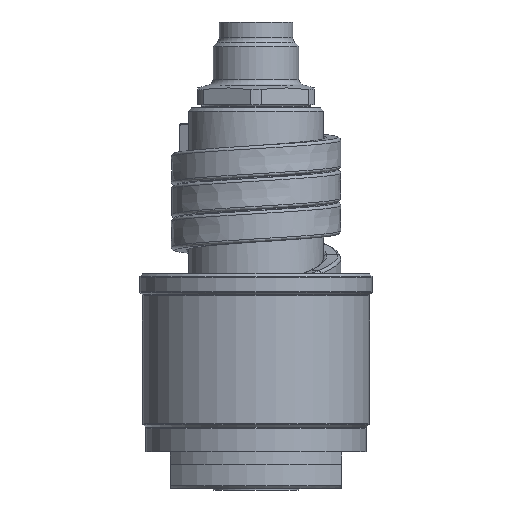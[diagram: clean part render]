
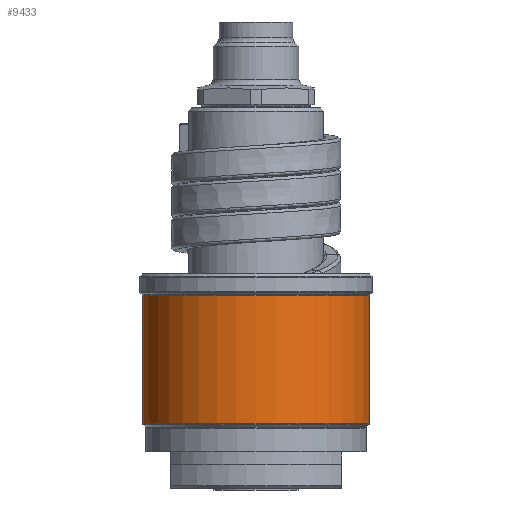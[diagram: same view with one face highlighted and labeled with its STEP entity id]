
A CAD part, front view. The second image highlights one B-rep face of the part: STEP entity #9433.
In plain terms, the highlighted cylindrical face has radius 18.5 mm (diameter 37 mm), a partial arc.
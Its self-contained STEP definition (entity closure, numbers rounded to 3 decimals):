
#2880=CARTESIAN_POINT('',(0.,0.,10.583));
#2881=DIRECTION('',(0.,0.,1.));
#2882=DIRECTION('',(-1.,0.,0.));
#2883=AXIS2_PLACEMENT_3D('',#2880,#2881,#2882);
#2885=DIRECTION('',(0.,0.,-1.));
#2886=VECTOR('',#2885,20.834);
#2887=CARTESIAN_POINT('',(-18.5,0.,31.417));
#2888=LINE('',#2887,#2886);
#2889=CARTESIAN_POINT('',(0.,0.,31.417));
#2890=DIRECTION('',(0.,0.,1.));
#2891=DIRECTION('',(-1.,0.,0.));
#2892=AXIS2_PLACEMENT_3D('',#2889,#2890,#2891);
#2894=DIRECTION('',(0.,0.,-1.));
#2895=VECTOR('',#2894,20.834);
#2896=CARTESIAN_POINT('',(18.5,0.,31.417));
#2897=LINE('',#2896,#2895);
#5542=CARTESIAN_POINT('',(18.5,0.,31.417));
#5543=CARTESIAN_POINT('',(-18.5,0.,31.417));
#5544=VERTEX_POINT('',#5542);
#5545=VERTEX_POINT('',#5543);
#5568=CARTESIAN_POINT('',(18.5,0.,10.583));
#5569=VERTEX_POINT('',#5568);
#5570=CARTESIAN_POINT('',(-18.5,0.,10.583));
#5571=VERTEX_POINT('',#5570);
#9421=CARTESIAN_POINT('',(0.,0.,8.75));
#9422=DIRECTION('',(0.,0.,1.));
#9423=DIRECTION('',(-1.,0.,0.));
#9424=AXIS2_PLACEMENT_3D('',#9421,#9422,#9423);
#9425=CYLINDRICAL_SURFACE('',#9424,18.5);
#9426=ORIENTED_EDGE('',*,*,#7416,.F.);
#9427=ORIENTED_EDGE('',*,*,#7397,.F.);
#9429=ORIENTED_EDGE('',*,*,#9428,.T.);
#9430=ORIENTED_EDGE('',*,*,#7393,.T.);
#9431=EDGE_LOOP('',(#9426,#9427,#9429,#9430));
#9432=FACE_OUTER_BOUND('',#9431,.F.);
#2884=CIRCLE('',#2883,18.5);
#2893=CIRCLE('',#2892,18.5);
#7393=EDGE_CURVE('',#5544,#5569,#2897,.T.);
#7397=EDGE_CURVE('',#5545,#5571,#2888,.T.);
#7416=EDGE_CURVE('',#5571,#5569,#2884,.T.);
#9428=EDGE_CURVE('',#5545,#5544,#2893,.T.);
#9433=ADVANCED_FACE('',(#9432),#9425,.T.);
